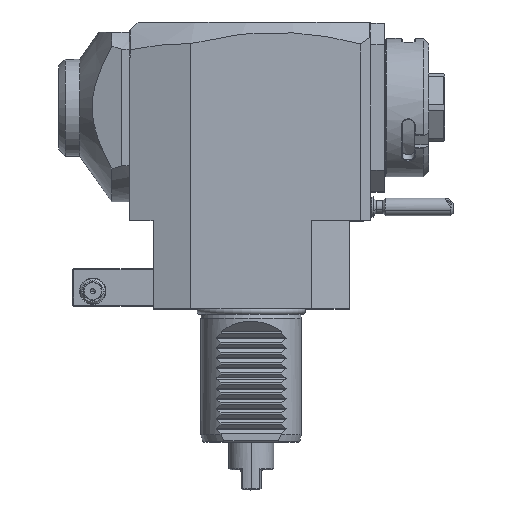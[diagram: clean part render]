
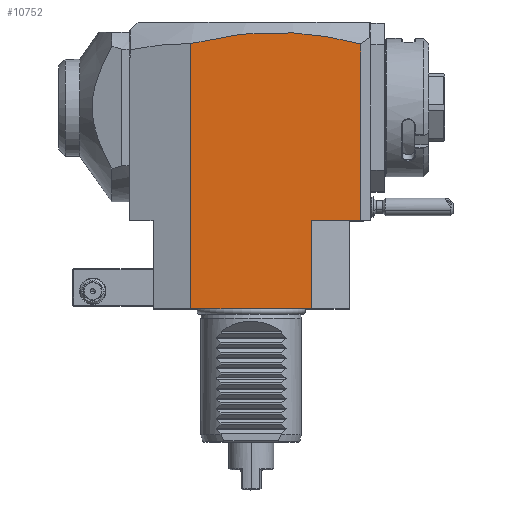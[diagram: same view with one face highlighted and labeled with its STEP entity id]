
A CAD part, top view. The second image highlights one B-rep face of the part: STEP entity #10752.
In plain terms, the highlighted planar face has unit normal (0, 0, 1).
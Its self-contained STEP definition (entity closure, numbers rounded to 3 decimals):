
#2125=DIRECTION('',(0.,-1.,0.));
#2126=VECTOR('',#2125,70.258);
#2127=CARTESIAN_POINT('',(43.5,105.258,37.5));
#2128=LINE('',#2127,#2126);
#2129=DIRECTION('',(-1.,0.,0.));
#2130=VECTOR('',#2129,19.5);
#2131=CARTESIAN_POINT('',(43.5,35.,37.5));
#2132=LINE('',#2131,#2130);
#2133=CARTESIAN_POINT('',(-24.,105.435,37.5));
#2134=CARTESIAN_POINT('',(-18.371,106.939,37.5));
#2135=CARTESIAN_POINT('',(-7.115,109.162,37.5));
#2136=CARTESIAN_POINT('',(9.762,110.233,37.5));
#2137=CARTESIAN_POINT('',(26.635,109.072,37.5));
#2138=CARTESIAN_POINT('',(37.879,106.791,37.5));
#2139=CARTESIAN_POINT('',(43.5,105.258,37.5));
#2203=DIRECTION('',(0.,-1.,0.));
#2204=VECTOR('',#2203,105.435);
#2205=CARTESIAN_POINT('',(-24.,105.435,37.5));
#2206=LINE('',#2205,#2204);
#2223=DIRECTION('',(-1.,0.,0.));
#2224=VECTOR('',#2223,48.);
#2225=CARTESIAN_POINT('',(24.,0.,37.5));
#2226=LINE('',#2225,#2224);
#4713=DIRECTION('',(0.,1.,0.));
#4714=VECTOR('',#4713,35.);
#4715=CARTESIAN_POINT('',(24.,0.,37.5));
#4716=LINE('',#4715,#4714);
#8275=VERTEX_POINT('',#2133);
#8276=VERTEX_POINT('',#2139);
#8600=CARTESIAN_POINT('',(43.5,35.,37.5));
#8601=VERTEX_POINT('',#8600);
#8637=CARTESIAN_POINT('',(24.,0.,37.5));
#8638=VERTEX_POINT('',#8637);
#8639=CARTESIAN_POINT('',(-24.,0.,37.5));
#8640=VERTEX_POINT('',#8639);
#8803=CARTESIAN_POINT('',(24.,35.,37.5));
#8804=VERTEX_POINT('',#8803);
#10734=CARTESIAN_POINT('',(-39.202,35.,37.5));
#10735=DIRECTION('',(0.,0.,1.));
#10736=DIRECTION('',(1.,0.,0.));
#10737=AXIS2_PLACEMENT_3D('',#10734,#10735,#10736);
#10738=PLANE('',#10737);
#10740=ORIENTED_EDGE('',*,*,#10739,.T.);
#10741=ORIENTED_EDGE('',*,*,#10718,.T.);
#10743=ORIENTED_EDGE('',*,*,#10742,.F.);
#10745=ORIENTED_EDGE('',*,*,#10744,.T.);
#10747=ORIENTED_EDGE('',*,*,#10746,.F.);
#10749=ORIENTED_EDGE('',*,*,#10748,.T.);
#10750=EDGE_LOOP('',(#10740,#10741,#10743,#10745,#10747,#10749));
#10751=FACE_OUTER_BOUND('',#10750,.F.);
#2140=B_SPLINE_CURVE_WITH_KNOTS('',3,(#2133,#2134,#2135,#2136,#2137,#2138,
#2139),.UNSPECIFIED.,.F.,.F.,(4,1,1,1,4),(0.,0.25,0.5,0.75,1.),
.UNSPECIFIED.);
#10718=EDGE_CURVE('',#8601,#8804,#2132,.T.);
#10739=EDGE_CURVE('',#8276,#8601,#2128,.T.);
#10742=EDGE_CURVE('',#8638,#8804,#4716,.T.);
#10744=EDGE_CURVE('',#8638,#8640,#2226,.T.);
#10746=EDGE_CURVE('',#8275,#8640,#2206,.T.);
#10748=EDGE_CURVE('',#8275,#8276,#2140,.T.);
#10752=ADVANCED_FACE('',(#10751),#10738,.T.);
